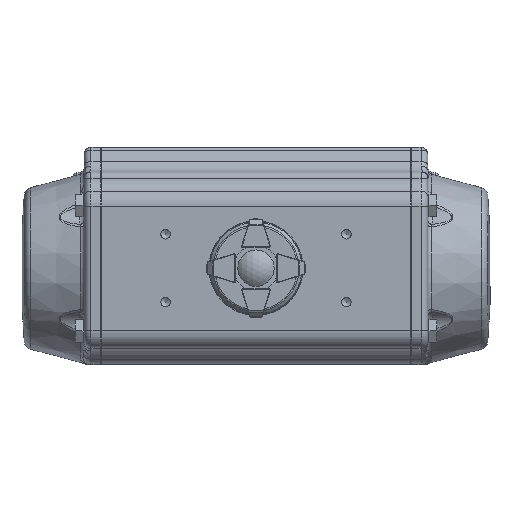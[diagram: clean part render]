
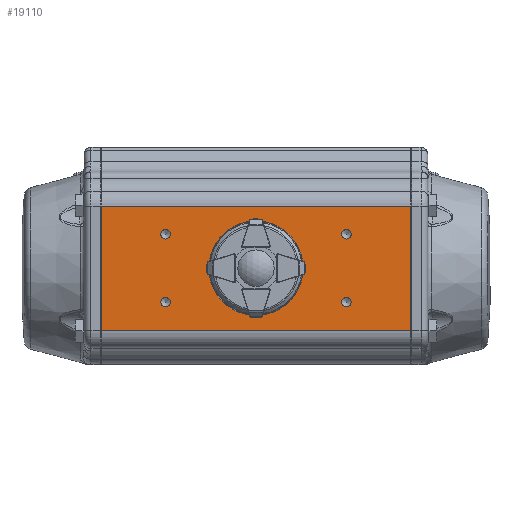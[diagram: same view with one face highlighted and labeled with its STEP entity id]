
A CAD part, top view. The second image highlights one B-rep face of the part: STEP entity #19110.
In plain terms, the highlighted face is planar.
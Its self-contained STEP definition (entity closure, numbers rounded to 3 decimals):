
#1163=LINE('',#39334,#2055);
#1178=LINE('',#39407,#2070);
#1193=LINE('',#39470,#2085);
#1194=LINE('',#39472,#2086);
#2055=VECTOR('',#25350,1000.);
#2070=VECTOR('',#25409,1000.);
#2085=VECTOR('',#25466,1000.);
#2086=VECTOR('',#25469,1000.);
#3159=PLANE('',#21078);
#7178=ORIENTED_EDGE('',*,*,#9710,.F.);
#7179=ORIENTED_EDGE('',*,*,#9778,.F.);
#7180=ORIENTED_EDGE('',*,*,#9746,.T.);
#7181=ORIENTED_EDGE('',*,*,#9779,.T.);
#7182=ORIENTED_EDGE('',*,*,#9372,.T.);
#7183=ORIENTED_EDGE('',*,*,#9364,.F.);
#7184=ORIENTED_EDGE('',*,*,#9366,.F.);
#7185=ORIENTED_EDGE('',*,*,#9368,.F.);
#7186=ORIENTED_EDGE('',*,*,#9370,.F.);
#9364=EDGE_CURVE('',#11216,#11216,#12270,.T.);
#9366=EDGE_CURVE('',#11219,#11219,#12272,.T.);
#9368=EDGE_CURVE('',#11222,#11222,#12274,.T.);
#9370=EDGE_CURVE('',#11225,#11225,#12276,.T.);
#9372=EDGE_CURVE('',#11227,#11227,#12278,.T.);
#9710=EDGE_CURVE('',#11436,#11437,#1163,.T.);
#9746=EDGE_CURVE('',#11473,#11472,#1178,.T.);
#9778=EDGE_CURVE('',#11473,#11436,#1193,.T.);
#9779=EDGE_CURVE('',#11472,#11437,#1194,.T.);
#11216=VERTEX_POINT('',#36698);
#11219=VERTEX_POINT('',#36705);
#11222=VERTEX_POINT('',#36712);
#11225=VERTEX_POINT('',#36719);
#11227=VERTEX_POINT('',#36724);
#11436=VERTEX_POINT('',#39333);
#11437=VERTEX_POINT('',#39335);
#11472=VERTEX_POINT('',#39406);
#11473=VERTEX_POINT('',#39408);
#12270=CIRCLE('',#20702,2.1);
#12272=CIRCLE('',#20706,2.1);
#12274=CIRCLE('',#20710,2.1);
#12276=CIRCLE('',#20714,2.1);
#12278=CIRCLE('',#20717,15.8);
#13808=EDGE_LOOP('',(#7178,#7179,#7180,#7181));
#13809=EDGE_LOOP('',(#7182));
#13810=EDGE_LOOP('',(#7183));
#13811=EDGE_LOOP('',(#7184));
#13812=EDGE_LOOP('',(#7185));
#13813=EDGE_LOOP('',(#7186));
#15211=FACE_BOUND('',#13808,.T.);
#15212=FACE_BOUND('',#13809,.T.);
#15213=FACE_BOUND('',#13810,.T.);
#15214=FACE_BOUND('',#13811,.T.);
#15215=FACE_BOUND('',#13812,.T.);
#15216=FACE_BOUND('',#13813,.T.);
#19110=ADVANCED_FACE('',(#15211,#15212,#15213,#15214,#15215,#15216),#3159,
 .T.);
#20702=AXIS2_PLACEMENT_3D('',#36697,#24644,#24645);
#20706=AXIS2_PLACEMENT_3D('',#36704,#24652,#24653);
#20710=AXIS2_PLACEMENT_3D('',#36711,#24660,#24661);
#20714=AXIS2_PLACEMENT_3D('',#36718,#24668,#24669);
#20717=AXIS2_PLACEMENT_3D('',#36723,#24674,#24675);
#21078=AXIS2_PLACEMENT_3D('',#39606,#25607,#25608);
#24644=DIRECTION('',(0.,1.,0.));
#24645=DIRECTION('',(0.,0.,1.));
#24652=DIRECTION('',(0.,1.,0.));
#24653=DIRECTION('',(0.,0.,1.));
#24660=DIRECTION('',(0.,1.,0.));
#24661=DIRECTION('',(0.,0.,1.));
#24668=DIRECTION('',(0.,1.,0.));
#24669=DIRECTION('',(0.,0.,1.));
#24674=DIRECTION('',(0.,-1.,0.));
#24675=DIRECTION('',(-1.,0.,0.));
#25350=DIRECTION('',(1.,0.,0.));
#25409=DIRECTION('',(1.,0.,0.));
#25466=DIRECTION('',(0.,0.,-1.));
#25469=DIRECTION('',(0.,0.,-1.));
#25607=DIRECTION('',(0.,1.,0.));
#25608=DIRECTION('',(1.,0.,0.));
#36697=CARTESIAN_POINT('',(15.,51.,40.));
#36698=CARTESIAN_POINT('',(15.,51.,42.1));
#36704=CARTESIAN_POINT('',(-15.,51.,40.));
#36705=CARTESIAN_POINT('',(-15.,51.,42.1));
#36711=CARTESIAN_POINT('',(15.,51.,-40.));
#36712=CARTESIAN_POINT('',(15.,51.,-37.9));
#36718=CARTESIAN_POINT('',(-15.,51.,-40.));
#36719=CARTESIAN_POINT('',(-15.,51.,-37.9));
#36723=CARTESIAN_POINT('',(0.,51.,0.));
#36724=CARTESIAN_POINT('',(-15.8,51.,0.));
#39333=CARTESIAN_POINT('',(-27.474,51.,-68.5));
#39334=CARTESIAN_POINT('',(-27.474,51.,-68.5));
#39335=CARTESIAN_POINT('',(27.474,51.,-68.5));
#39406=CARTESIAN_POINT('',(27.474,51.,68.5));
#39407=CARTESIAN_POINT('',(-27.474,51.,68.5));
#39408=CARTESIAN_POINT('',(-27.474,51.,68.5));
#39470=CARTESIAN_POINT('',(-27.474,51.,68.5));
#39472=CARTESIAN_POINT('',(27.474,51.,68.5));
#39606=CARTESIAN_POINT('',(-27.474,51.,68.5));
